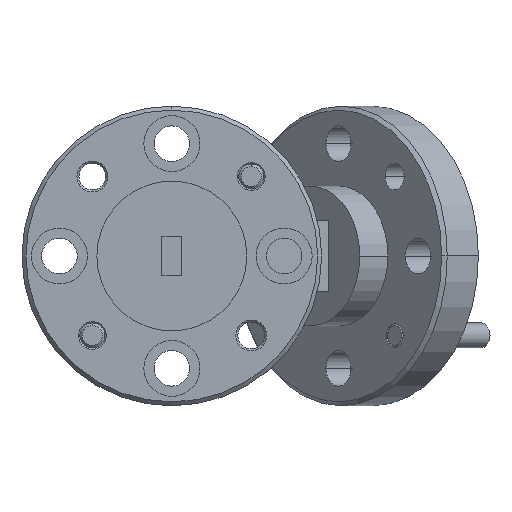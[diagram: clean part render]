
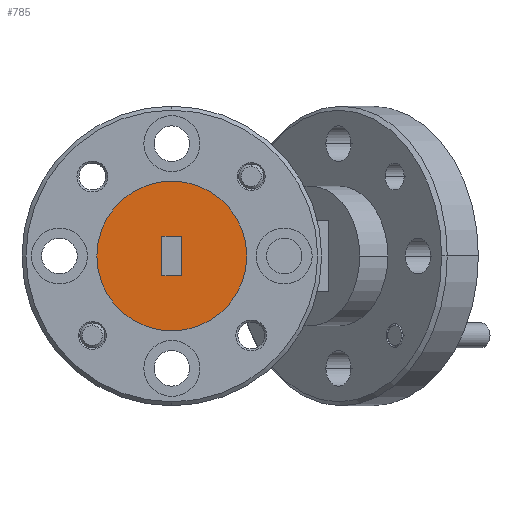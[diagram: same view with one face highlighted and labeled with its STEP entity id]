
A CAD part, left-side view. The second image highlights one B-rep face of the part: STEP entity #785.
In plain terms, the highlighted planar face has unit normal (-1, 0, 0).
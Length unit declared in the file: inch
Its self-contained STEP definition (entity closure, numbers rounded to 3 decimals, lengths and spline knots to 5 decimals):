
#83 = CARTESIAN_POINT ( 'NONE',  ( 0., 0., 0. ) ) ;
#158 = LINE ( 'NONE', #803, #5655 ) ;
#431 = FACE_BOUND ( 'NONE', #6502, .T. ) ;
#435 = DIRECTION ( 'NONE',  ( 0., 0., 1. ) ) ;
#497 = EDGE_CURVE ( 'NONE', #2248, #789, #6856, .T. ) ;
#565 = CARTESIAN_POINT ( 'NONE',  ( 0., -0.025, 0.05 ) ) ;
#594 = EDGE_CURVE ( 'NONE', #6944, #7026, #3102, .T. ) ;
#641 = VECTOR ( 'NONE', #4607, 39.37008 ) ;
#785 = ADVANCED_FACE ( 'NONE', ( #431, #2777 ), #4024, .F. ) ;
#789 = VERTEX_POINT ( 'NONE', #1926 ) ;
#803 = CARTESIAN_POINT ( 'NONE',  ( 0., 0.025, -0.05 ) ) ;
#856 = DIRECTION ( 'NONE',  ( 0., 1., 0. ) ) ;
#1500 = ORIENTED_EDGE ( 'NONE', *, *, #497, .T. ) ;
#1762 = CARTESIAN_POINT ( 'NONE',  ( 0., -0.025, -0.05 ) ) ;
#1926 = CARTESIAN_POINT ( 'NONE',  ( 0., 0., -0.1875 ) ) ;
#1965 = VECTOR ( 'NONE', #4040, 39.37008 ) ;
#2112 = ORIENTED_EDGE ( 'NONE', *, *, #594, .F. ) ;
#2248 = VERTEX_POINT ( 'NONE', #3529 ) ;
#2303 = DIRECTION ( 'NONE',  ( -1., 0., 0. ) ) ;
#2564 = DIRECTION ( 'NONE',  ( 0., 0., 1. ) ) ;
#2777 = FACE_OUTER_BOUND ( 'NONE', #6671, .T. ) ;
#2997 = EDGE_CURVE ( 'NONE', #7297, #3215, #6370, .T. ) ;
#3050 = CARTESIAN_POINT ( 'NONE',  ( 0., 0.025, 0.05 ) ) ;
#3068 = CARTESIAN_POINT ( 'NONE',  ( 0., 0., 0. ) ) ;
#3102 = LINE ( 'NONE', #5428, #5312 ) ;
#3215 = VERTEX_POINT ( 'NONE', #4852 ) ;
#3369 = ORIENTED_EDGE ( 'NONE', *, *, #5594, .T. ) ;
#3529 = CARTESIAN_POINT ( 'NONE',  ( 0., 0., 0.1875 ) ) ;
#3658 = AXIS2_PLACEMENT_3D ( 'NONE', #6873, #2303, #435 ) ;
#4024 = PLANE ( 'NONE',  #5817 ) ;
#4040 = DIRECTION ( 'NONE',  ( 0., -1., 0. ) ) ;
#4156 = CARTESIAN_POINT ( 'NONE',  ( 0., -0.025, -0.05 ) ) ;
#4182 = AXIS2_PLACEMENT_3D ( 'NONE', #3068, #4696, #2564 ) ;
#4592 = EDGE_CURVE ( 'NONE', #7026, #7297, #158, .T. ) ;
#4607 = DIRECTION ( 'NONE',  ( 0., 0., 1. ) ) ;
#4696 = DIRECTION ( 'NONE',  ( -1., 0., 0. ) ) ;
#4852 = CARTESIAN_POINT ( 'NONE',  ( 0., -0.025, -0.05 ) ) ;
#5222 = ORIENTED_EDGE ( 'NONE', *, *, #4592, .F. ) ;
#5312 = VECTOR ( 'NONE', #856, 39.37008 ) ;
#5313 = DIRECTION ( 'NONE',  ( 0., 0., -1. ) ) ;
#5428 = CARTESIAN_POINT ( 'NONE',  ( 0., -0.025, 0.05 ) ) ;
#5594 = EDGE_CURVE ( 'NONE', #789, #2248, #6947, .T. ) ;
#5655 = VECTOR ( 'NONE', #5875, 39.37008 ) ;
#5795 = ORIENTED_EDGE ( 'NONE', *, *, #6621, .F. ) ;
#5817 = AXIS2_PLACEMENT_3D ( 'NONE', #83, #5962, #5313 ) ;
#5875 = DIRECTION ( 'NONE',  ( 0., 0., -1. ) ) ;
#5962 = DIRECTION ( 'NONE',  ( 1., 0., 0. ) ) ;
#6370 = LINE ( 'NONE', #1762, #1965 ) ;
#6502 = EDGE_LOOP ( 'NONE', ( #5222, #2112, #5795, #6685 ) ) ;
#6621 = EDGE_CURVE ( 'NONE', #3215, #6944, #6977, .T. ) ;
#6671 = EDGE_LOOP ( 'NONE', ( #1500, #3369 ) ) ;
#6685 = ORIENTED_EDGE ( 'NONE', *, *, #2997, .F. ) ;
#6856 = CIRCLE ( 'NONE', #4182, 0.1875 ) ;
#6873 = CARTESIAN_POINT ( 'NONE',  ( 0., 0., 0. ) ) ;
#6944 = VERTEX_POINT ( 'NONE', #565 ) ;
#6947 = CIRCLE ( 'NONE', #3658, 0.1875 ) ;
#6977 = LINE ( 'NONE', #4156, #641 ) ;
#7026 = VERTEX_POINT ( 'NONE', #3050 ) ;
#7231 = CARTESIAN_POINT ( 'NONE',  ( 0., 0.025, -0.05 ) ) ;
#7297 = VERTEX_POINT ( 'NONE', #7231 ) ;
